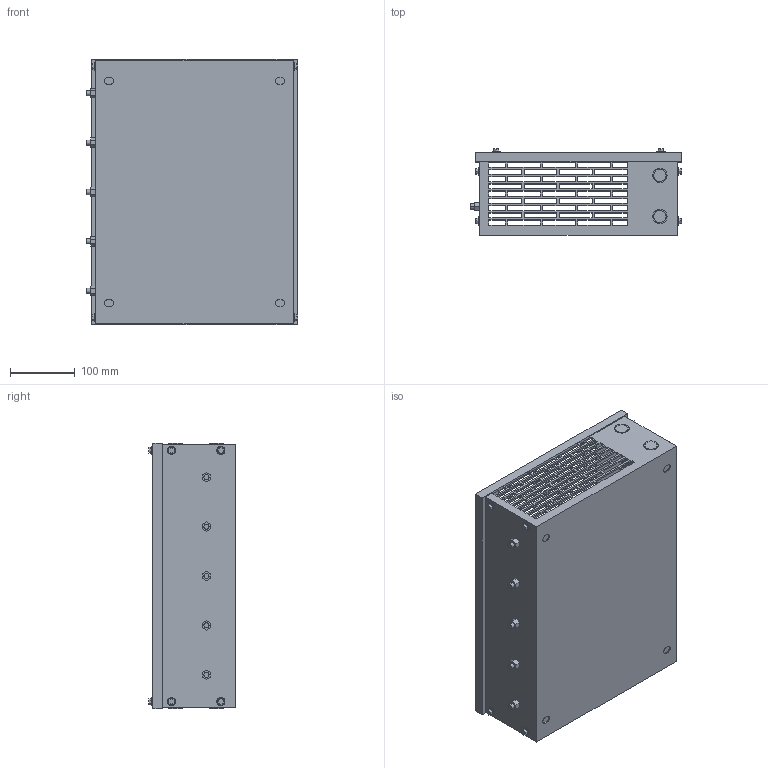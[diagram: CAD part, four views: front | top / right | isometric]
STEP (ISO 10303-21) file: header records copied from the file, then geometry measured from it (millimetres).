
FILE_DESCRIPTION (( 'STEP AP214' ), '1' );
FILE_NAME ('BR-N1-1K6W10P0.STEP', '2024-06-11T16:41:31', ( '' ), ( '' ), 'SwSTEP 2.0', 'SolidWorks 2021', '' );
FILE_SCHEMA (( 'AUTOMOTIVE_DESIGN' ));
Length unit declared in the file: inch
Products named in the file (1): BR-N1-1K6W10P0
Bounding box: 325.55 x 133.46 x 409.57 mm (x, y, z)
Volume: 897470 mm3; surface area: 774479.6 mm2
Topology: 34 solids, 34 shells, 1255 faces, 3516 edges, 2344 vertices
Faces by surface type: plane 1149, cylinder 106
Entity records: 41125 total; most frequent: CARTESIAN_POINT 7116, ORIENTED_EDGE 7032, DIRECTION 6240, EDGE_CURVE 3516, VECTOR 3304, LINE 3304, VERTEX_POINT 2344, EDGE_LOOP 1770
